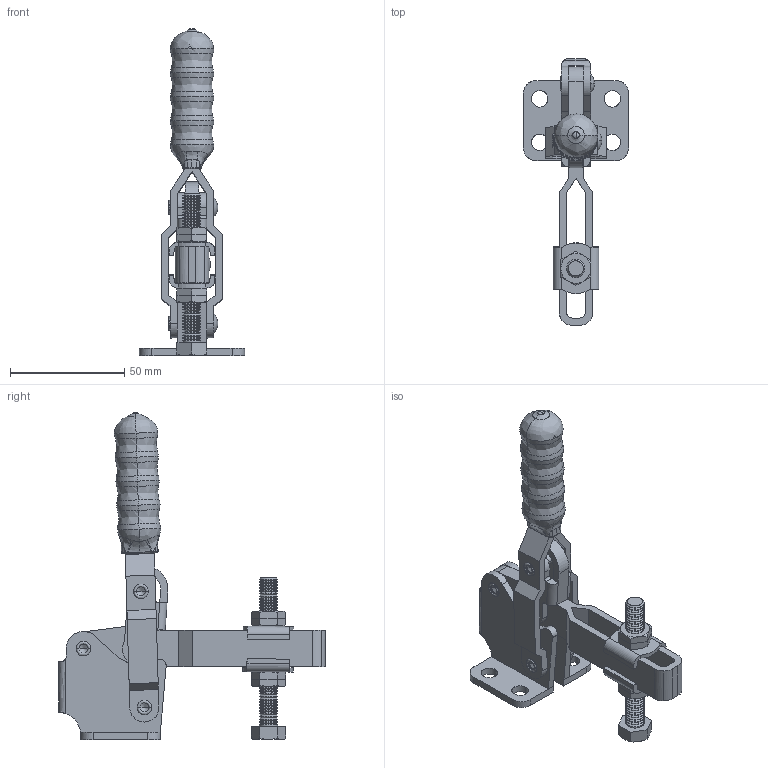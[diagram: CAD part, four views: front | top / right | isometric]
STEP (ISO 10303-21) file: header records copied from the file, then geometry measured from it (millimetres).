
FILE_DESCRIPTION((''),' ');
FILE_NAME('GH-12130-SS.stp',' ',('stephen'),('BIB design'),' ','ACIS 14.0',' ');
FILE_SCHEMA(('automotive_design'));
Length unit declared in the file: inch
Products named in the file (13): Part_1711; Part_2048; Part_2049; Part_6045; Part_7003; Part_15646; Part_14771; Part_31154; Part_31529; Part_127296; Part_133854; Part_135950; Part_134815
Bounding box: 46 x 116.65 x 142.98 mm (x, y, z)
Volume: 62116.3 mm3; surface area: 39566.6 mm2
Topology: 13 solids, 13 shells, 754 faces, 2442 edges, 1688 vertices
Faces by surface type: revolution 446, bspline 128, plane 114, cylinder 48, torus 16, sphere 2
Entity records: 67440 total; most frequent: CARTESIAN_POINT 19632, PRESENTATION_STYLE_ASSIGNMENT 5456, COLOUR_RGB 5456, STYLED_ITEM 4863, ORIENTED_EDGE 4816, DIRECTION 3392, CURVE_STYLE 3001, EDGE_CURVE 2408
